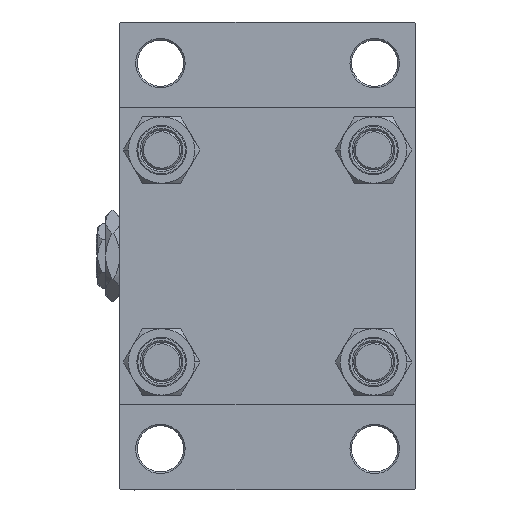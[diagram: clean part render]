
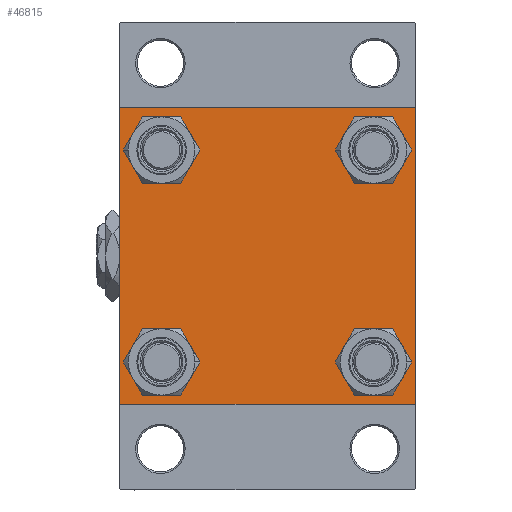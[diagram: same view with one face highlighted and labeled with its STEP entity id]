
A CAD part, left-side view. The second image highlights one B-rep face of the part: STEP entity #46815.
In plain terms, the highlighted planar face has unit normal (-1, 0, 0).
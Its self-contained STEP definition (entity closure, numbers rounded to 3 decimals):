
#58 = DIRECTION ( 'NONE',  ( 0., 0., 1. ) ) ;
#542 = ORIENTED_EDGE ( 'NONE', *, *, #24882, .T. ) ;
#1306 = CARTESIAN_POINT ( 'NONE',  ( 0., -45., -44.5 ) ) ;
#1560 = CARTESIAN_POINT ( 'NONE',  ( 0., 32.15, -25.65 ) ) ;
#1653 = VERTEX_POINT ( 'NONE', #13310 ) ;
#1861 = EDGE_LOOP ( 'NONE', ( #46851, #29717 ) ) ;
#1886 = DIRECTION ( 'NONE',  ( 1., 0., 0. ) ) ;
#1956 = VERTEX_POINT ( 'NONE', #45602 ) ;
#1975 = EDGE_CURVE ( 'NONE', #43470, #20345, #13254, .T. ) ;
#2151 = EDGE_CURVE ( 'NONE', #38422, #1956, #37524, .T. ) ;
#2851 = DIRECTION ( 'NONE',  ( 0., 0.707, 0.707 ) ) ;
#2854 = DIRECTION ( 'NONE',  ( 0., 0., -1. ) ) ;
#2956 = AXIS2_PLACEMENT_3D ( 'NONE', #31265, #12372, #34988 ) ;
#3534 = CARTESIAN_POINT ( 'NONE',  ( 0., 32.15, 32.15 ) ) ;
#3593 = EDGE_CURVE ( 'NONE', #22615, #35436, #30117, .T. ) ;
#3628 = CARTESIAN_POINT ( 'NONE',  ( 0., 44.75, 44.75 ) ) ;
#3694 = DIRECTION ( 'NONE',  ( 0., -1., 0. ) ) ;
#4269 = VECTOR ( 'NONE', #24548, 1000. ) ;
#4337 = ORIENTED_EDGE ( 'NONE', *, *, #26655, .T. ) ;
#4586 = CARTESIAN_POINT ( 'NONE',  ( 0., -32.15, 32.15 ) ) ;
#4804 = ORIENTED_EDGE ( 'NONE', *, *, #26220, .T. ) ;
#5001 = DIRECTION ( 'NONE',  ( 1., 0., 0. ) ) ;
#5425 = AXIS2_PLACEMENT_3D ( 'NONE', #12715, #28598, #27867 ) ;
#5453 = AXIS2_PLACEMENT_3D ( 'NONE', #3534, #25901, #58 ) ;
#5874 = DIRECTION ( 'NONE',  ( 1., 0., 0. ) ) ;
#6350 = CARTESIAN_POINT ( 'NONE',  ( 0., -45., 45. ) ) ;
#6652 = LINE ( 'NONE', #13625, #4269 ) ;
#6776 = EDGE_LOOP ( 'NONE', ( #15592, #9573 ) ) ;
#7421 = DIRECTION ( 'NONE',  ( 0., -0.707, 0.707 ) ) ;
#8103 = AXIS2_PLACEMENT_3D ( 'NONE', #17618, #25308, #25064 ) ;
#8135 = CARTESIAN_POINT ( 'NONE',  ( 0., 44.75, -44.75 ) ) ;
#8283 = CARTESIAN_POINT ( 'NONE',  ( 0., 45., -44.5 ) ) ;
#8337 = EDGE_CURVE ( 'NONE', #35436, #22615, #14442, .T. ) ;
#8616 = LINE ( 'NONE', #8135, #21272 ) ;
#8797 = VECTOR ( 'NONE', #7421, 1000. ) ;
#9573 = ORIENTED_EDGE ( 'NONE', *, *, #22028, .T. ) ;
#12057 = EDGE_LOOP ( 'NONE', ( #49007, #4337 ) ) ;
#12372 = DIRECTION ( 'NONE',  ( 1., 0., 0. ) ) ;
#12715 = CARTESIAN_POINT ( 'NONE',  ( 0., 0., 0. ) ) ;
#12832 = CARTESIAN_POINT ( 'NONE',  ( 0., 32.15, -38.65 ) ) ;
#12842 = CARTESIAN_POINT ( 'NONE',  ( 0., -45., 44.5 ) ) ;
#13254 = LINE ( 'NONE', #23939, #37252 ) ;
#13310 = CARTESIAN_POINT ( 'NONE',  ( 0., 32.15, 25.65 ) ) ;
#13450 = PLANE ( 'NONE',  #5425 ) ;
#13625 = CARTESIAN_POINT ( 'NONE',  ( 0., 45., -45. ) ) ;
#14114 = VERTEX_POINT ( 'NONE', #1560 ) ;
#14230 = ORIENTED_EDGE ( 'NONE', *, *, #47605, .T. ) ;
#14442 = CIRCLE ( 'NONE', #8103, 6.5 ) ;
#15046 = AXIS2_PLACEMENT_3D ( 'NONE', #17300, #5874, #48846 ) ;
#15592 = ORIENTED_EDGE ( 'NONE', *, *, #20961, .T. ) ;
#15784 = AXIS2_PLACEMENT_3D ( 'NONE', #38099, #42073, #23901 ) ;
#15868 = LINE ( 'NONE', #23553, #8797 ) ;
#16383 = CARTESIAN_POINT ( 'NONE',  ( 0., -44.5, -45. ) ) ;
#16443 = FACE_BOUND ( 'NONE', #12057, .T. ) ;
#16530 = AXIS2_PLACEMENT_3D ( 'NONE', #44375, #1886, #48100 ) ;
#17182 = FACE_BOUND ( 'NONE', #1861, .T. ) ;
#17300 = CARTESIAN_POINT ( 'NONE',  ( 0., -32.15, -32.15 ) ) ;
#17411 = VECTOR ( 'NONE', #2854, 1000. ) ;
#17482 = CARTESIAN_POINT ( 'NONE',  ( 0., -32.15, -38.65 ) ) ;
#17618 = CARTESIAN_POINT ( 'NONE',  ( 0., -32.15, -32.15 ) ) ;
#18756 = VERTEX_POINT ( 'NONE', #16383 ) ;
#18817 = VERTEX_POINT ( 'NONE', #25289 ) ;
#18849 = CIRCLE ( 'NONE', #2956, 6.5 ) ;
#19752 = CIRCLE ( 'NONE', #46757, 6.5 ) ;
#19758 = DIRECTION ( 'NONE',  ( 0., 0., 1. ) ) ;
#20345 = VERTEX_POINT ( 'NONE', #8283 ) ;
#20785 = ORIENTED_EDGE ( 'NONE', *, *, #1975, .T. ) ;
#20961 = EDGE_CURVE ( 'NONE', #14114, #44071, #18849, .T. ) ;
#21138 = FACE_BOUND ( 'NONE', #6776, .T. ) ;
#21272 = VECTOR ( 'NONE', #23280, 1000. ) ;
#21276 = CIRCLE ( 'NONE', #49065, 6.5 ) ;
#21386 = EDGE_CURVE ( 'NONE', #18817, #28987, #41105, .T. ) ;
#21496 = EDGE_CURVE ( 'NONE', #44974, #1956, #47627, .T. ) ;
#22028 = EDGE_CURVE ( 'NONE', #44071, #14114, #21276, .T. ) ;
#22087 = CARTESIAN_POINT ( 'NONE',  ( 0., 45., 45. ) ) ;
#22615 = VERTEX_POINT ( 'NONE', #17482 ) ;
#23280 = DIRECTION ( 'NONE',  ( 0., -0.707, -0.707 ) ) ;
#23553 = CARTESIAN_POINT ( 'NONE',  ( 0., -44.75, -44.75 ) ) ;
#23901 = DIRECTION ( 'NONE',  ( 0., 0., 1. ) ) ;
#23939 = CARTESIAN_POINT ( 'NONE',  ( 0., 45., 45. ) ) ;
#24480 = ORIENTED_EDGE ( 'NONE', *, *, #31156, .T. ) ;
#24548 = DIRECTION ( 'NONE',  ( 0., -1., 0. ) ) ;
#24882 = EDGE_CURVE ( 'NONE', #20345, #44017, #8616, .T. ) ;
#24976 = EDGE_CURVE ( 'NONE', #44974, #39795, #44380, .T. ) ;
#25064 = DIRECTION ( 'NONE',  ( 0., 0., 1. ) ) ;
#25289 = CARTESIAN_POINT ( 'NONE',  ( 0., -32.15, 38.65 ) ) ;
#25308 = DIRECTION ( 'NONE',  ( 1., 0., 0. ) ) ;
#25901 = DIRECTION ( 'NONE',  ( 1., 0., 0. ) ) ;
#26220 = EDGE_CURVE ( 'NONE', #1653, #27704, #30860, .T. ) ;
#26441 = CARTESIAN_POINT ( 'NONE',  ( 0., 45., 44.5 ) ) ;
#26655 = EDGE_CURVE ( 'NONE', #28987, #18817, #19752, .T. ) ;
#27704 = VERTEX_POINT ( 'NONE', #32424 ) ;
#27867 = DIRECTION ( 'NONE',  ( 0., 0., 1. ) ) ;
#28073 = CARTESIAN_POINT ( 'NONE',  ( 0., -32.15, 25.65 ) ) ;
#28598 = DIRECTION ( 'NONE',  ( -1., 0., 0. ) ) ;
#28987 = VERTEX_POINT ( 'NONE', #28073 ) ;
#29267 = ORIENTED_EDGE ( 'NONE', *, *, #2151, .F. ) ;
#29717 = ORIENTED_EDGE ( 'NONE', *, *, #3593, .T. ) ;
#30117 = CIRCLE ( 'NONE', #15046, 6.5 ) ;
#30860 = CIRCLE ( 'NONE', #5453, 6.5 ) ;
#31156 = EDGE_CURVE ( 'NONE', #18756, #39795, #15868, .T. ) ;
#31265 = CARTESIAN_POINT ( 'NONE',  ( 0., 32.15, -32.15 ) ) ;
#32233 = ORIENTED_EDGE ( 'NONE', *, *, #39691, .T. ) ;
#32347 = FACE_BOUND ( 'NONE', #41184, .T. ) ;
#32424 = CARTESIAN_POINT ( 'NONE',  ( 0., 32.15, 38.65 ) ) ;
#32708 = CARTESIAN_POINT ( 'NONE',  ( 0., -44.75, 44.75 ) ) ;
#32771 = VECTOR ( 'NONE', #45401, 1000. ) ;
#33204 = VECTOR ( 'NONE', #2851, 1000. ) ;
#34052 = VECTOR ( 'NONE', #3694, 1000. ) ;
#34988 = DIRECTION ( 'NONE',  ( 0., 0., 1. ) ) ;
#35161 = EDGE_LOOP ( 'NONE', ( #20785, #542, #47084, #24480, #40506, #42899, #29267, #32233 ) ) ;
#35205 = CARTESIAN_POINT ( 'NONE',  ( 0., 44.5, -45. ) ) ;
#35329 = DIRECTION ( 'NONE',  ( 0., 0., 1. ) ) ;
#35436 = VERTEX_POINT ( 'NONE', #40307 ) ;
#35626 = DIRECTION ( 'NONE',  ( 0., 0., -1. ) ) ;
#37191 = CARTESIAN_POINT ( 'NONE',  ( 0., 44.5, 45. ) ) ;
#37210 = CIRCLE ( 'NONE', #15784, 6.5 ) ;
#37252 = VECTOR ( 'NONE', #35626, 1000. ) ;
#37524 = LINE ( 'NONE', #22087, #34052 ) ;
#38099 = CARTESIAN_POINT ( 'NONE',  ( 0., 32.15, 32.15 ) ) ;
#38422 = VERTEX_POINT ( 'NONE', #37191 ) ;
#39056 = CARTESIAN_POINT ( 'NONE',  ( 0., 32.15, -32.15 ) ) ;
#39691 = EDGE_CURVE ( 'NONE', #38422, #43470, #41411, .T. ) ;
#39795 = VERTEX_POINT ( 'NONE', #1306 ) ;
#40307 = CARTESIAN_POINT ( 'NONE',  ( 0., -32.15, -25.65 ) ) ;
#40506 = ORIENTED_EDGE ( 'NONE', *, *, #24976, .F. ) ;
#41105 = CIRCLE ( 'NONE', #16530, 6.5 ) ;
#41184 = EDGE_LOOP ( 'NONE', ( #14230, #4804 ) ) ;
#41411 = LINE ( 'NONE', #3628, #32771 ) ;
#41992 = EDGE_CURVE ( 'NONE', #44017, #18756, #6652, .T. ) ;
#42073 = DIRECTION ( 'NONE',  ( 1., 0., 0. ) ) ;
#42899 = ORIENTED_EDGE ( 'NONE', *, *, #21496, .T. ) ;
#43121 = DIRECTION ( 'NONE',  ( 1., 0., 0. ) ) ;
#43470 = VERTEX_POINT ( 'NONE', #26441 ) ;
#44017 = VERTEX_POINT ( 'NONE', #35205 ) ;
#44071 = VERTEX_POINT ( 'NONE', #12832 ) ;
#44375 = CARTESIAN_POINT ( 'NONE',  ( 0., -32.15, 32.15 ) ) ;
#44380 = LINE ( 'NONE', #6350, #17411 ) ;
#44974 = VERTEX_POINT ( 'NONE', #12842 ) ;
#45401 = DIRECTION ( 'NONE',  ( 0., 0.707, -0.707 ) ) ;
#45602 = CARTESIAN_POINT ( 'NONE',  ( 0., -44.5, 45. ) ) ;
#46757 = AXIS2_PLACEMENT_3D ( 'NONE', #4586, #43121, #19758 ) ;
#46815 = ADVANCED_FACE ( 'NONE', ( #16443, #17182, #21138, #32347, #47512 ), #13450, .T. ) ;
#46851 = ORIENTED_EDGE ( 'NONE', *, *, #8337, .T. ) ;
#47084 = ORIENTED_EDGE ( 'NONE', *, *, #41992, .T. ) ;
#47512 = FACE_OUTER_BOUND ( 'NONE', #35161, .T. ) ;
#47605 = EDGE_CURVE ( 'NONE', #27704, #1653, #37210, .T. ) ;
#47627 = LINE ( 'NONE', #32708, #33204 ) ;
#48100 = DIRECTION ( 'NONE',  ( 0., 0., 1. ) ) ;
#48846 = DIRECTION ( 'NONE',  ( 0., 0., 1. ) ) ;
#49007 = ORIENTED_EDGE ( 'NONE', *, *, #21386, .T. ) ;
#49065 = AXIS2_PLACEMENT_3D ( 'NONE', #39056, #5001, #35329 ) ;
